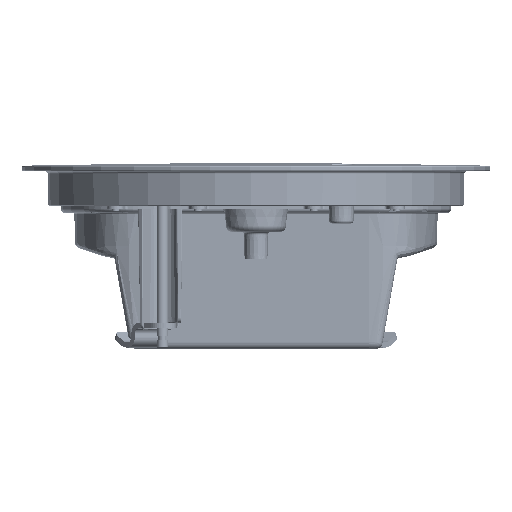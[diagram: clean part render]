
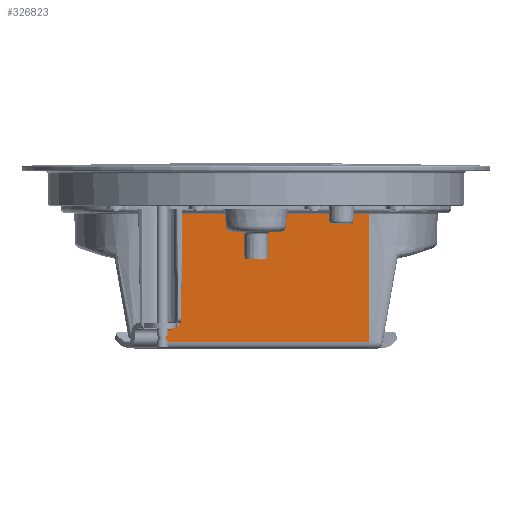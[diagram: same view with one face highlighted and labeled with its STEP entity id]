
A CAD part, front view. The second image highlights one B-rep face of the part: STEP entity #326823.
In plain terms, the highlighted planar face has unit normal (0, -1, -0.018).
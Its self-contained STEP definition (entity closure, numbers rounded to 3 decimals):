
#326770=AXIS2_PLACEMENT_3D('Plane Axis2P3D',#326767,#326768,#326769) ;
#201860=CARTESIAN_POINT('Vertex',(-40.966,-40.644,-62.144)) ;
#202281=CARTESIAN_POINT('Vertex',(40.966,-40.644,-62.144)) ;
#202318=CARTESIAN_POINT('Line Origine',(0.,-40.644,-62.144)) ;
#314095=CARTESIAN_POINT('Line Origine',(-40.966,-41.051,-38.85)) ;
#314099=CARTESIAN_POINT('Vertex',(-40.966,-41.457,-15.591)) ;
#314312=CARTESIAN_POINT('Line Origine',(40.966,-41.051,-38.85)) ;
#314316=CARTESIAN_POINT('Vertex',(40.966,-41.457,-15.591)) ;
#317378=CARTESIAN_POINT('Vertex',(-1.283,-41.457,-15.591)) ;
#317403=CARTESIAN_POINT('Vertex',(-1.1,-41.274,-26.06)) ;
#317406=CARTESIAN_POINT('Line Origine',(-0.876,-41.05,-38.867)) ;
#317584=CARTESIAN_POINT('Line Origine',(0.,-41.274,-26.06)) ;
#317588=CARTESIAN_POINT('Vertex',(1.1,-41.274,-26.06)) ;
#317788=CARTESIAN_POINT('Vertex',(1.283,-41.457,-15.591)) ;
#317793=CARTESIAN_POINT('Line Origine',(0.,-41.457,-15.591)) ;
#318283=CARTESIAN_POINT('Line Origine',(0.876,-41.05,-38.867)) ;
#326714=CARTESIAN_POINT('Vertex',(-35.832,-41.457,-15.591)) ;
#326724=CARTESIAN_POINT('Line Origine',(0.,-41.457,-15.591)) ;
#326747=CARTESIAN_POINT('Vertex',(-32.168,-41.457,-15.591)) ;
#326750=CARTESIAN_POINT('Line Origine',(0.,-41.457,-15.591)) ;
#326767=CARTESIAN_POINT('Axis2P3D Location',(0.,-41.5,-13.1)) ;
#326773=CARTESIAN_POINT('Control Point',(-32.453,-40.886,-48.254)) ;
#326774=CARTESIAN_POINT('Control Point',(-32.168,-41.457,-15.591)) ;
#326775=CARTESIAN_POINT('Vertex',(-32.453,-40.886,-48.254)) ;
#326779=CARTESIAN_POINT('Control Point',(-33.753,-40.864,-49.543)) ;
#326780=CARTESIAN_POINT('Control Point',(-33.245,-40.864,-49.543)) ;
#326781=CARTESIAN_POINT('Control Point',(-32.731,-40.869,-49.273)) ;
#326782=CARTESIAN_POINT('Control Point',(-32.457,-40.878,-48.761)) ;
#326783=CARTESIAN_POINT('Control Point',(-32.453,-40.886,-48.254)) ;
#326784=CARTESIAN_POINT('Vertex',(-33.753,-40.864,-49.543)) ;
#326787=CARTESIAN_POINT('Line Origine',(0.,-40.864,-49.543)) ;
#326791=CARTESIAN_POINT('Vertex',(-34.247,-40.864,-49.543)) ;
#326795=CARTESIAN_POINT('Control Point',(-35.547,-40.886,-48.254)) ;
#326796=CARTESIAN_POINT('Control Point',(-35.543,-40.878,-48.761)) ;
#326797=CARTESIAN_POINT('Control Point',(-35.269,-40.869,-49.273)) ;
#326798=CARTESIAN_POINT('Control Point',(-34.755,-40.864,-49.543)) ;
#326799=CARTESIAN_POINT('Control Point',(-34.247,-40.864,-49.543)) ;
#326800=CARTESIAN_POINT('Vertex',(-35.547,-40.886,-48.254)) ;
#326804=CARTESIAN_POINT('Control Point',(-35.547,-40.886,-48.254)) ;
#326805=CARTESIAN_POINT('Control Point',(-35.832,-41.457,-15.591)) ;
#202319=DIRECTION('Vector Direction',(-1.,0.,0.)) ;
#314096=DIRECTION('Vector Direction',(0.,-0.017,1.)) ;
#314313=DIRECTION('Vector Direction',(0.,-0.017,1.)) ;
#317407=DIRECTION('Vector Direction',(-0.017,-0.017,1.)) ;
#317585=DIRECTION('Vector Direction',(-1.,0.,0.)) ;
#317794=DIRECTION('Vector Direction',(-1.,0.,0.)) ;
#318284=DIRECTION('Vector Direction',(0.017,-0.017,1.)) ;
#326725=DIRECTION('Vector Direction',(-1.,0.,0.)) ;
#326751=DIRECTION('Vector Direction',(-1.,0.,0.)) ;
#326768=DIRECTION('Axis2P3D Direction',(0.,-1.,-0.017)) ;
#326769=DIRECTION('Axis2P3D XDirection',(1.,0.,0.)) ;
#326788=DIRECTION('Vector Direction',(1.,0.,0.)) ;
#202320=VECTOR('Line Direction',#202319,1.) ;
#314097=VECTOR('Line Direction',#314096,1.) ;
#314314=VECTOR('Line Direction',#314313,1.) ;
#317408=VECTOR('Line Direction',#317407,1.) ;
#317586=VECTOR('Line Direction',#317585,1.) ;
#317795=VECTOR('Line Direction',#317794,1.) ;
#318285=VECTOR('Line Direction',#318284,1.) ;
#326726=VECTOR('Line Direction',#326725,1.) ;
#326752=VECTOR('Line Direction',#326751,1.) ;
#326789=VECTOR('Line Direction',#326788,1.) ;
#326808=ORIENTED_EDGE('',*,*,#326728,.F.) ;
#326809=ORIENTED_EDGE('',*,*,#314101,.T.) ;
#326810=ORIENTED_EDGE('',*,*,#202322,.F.) ;
#326811=ORIENTED_EDGE('',*,*,#314318,.F.) ;
#326812=ORIENTED_EDGE('',*,*,#317797,.T.) ;
#326813=ORIENTED_EDGE('',*,*,#318287,.F.) ;
#326814=ORIENTED_EDGE('',*,*,#317590,.T.) ;
#326815=ORIENTED_EDGE('',*,*,#317410,.F.) ;
#326816=ORIENTED_EDGE('',*,*,#326754,.F.) ;
#326817=ORIENTED_EDGE('',*,*,#326777,.T.) ;
#326818=ORIENTED_EDGE('',*,*,#326786,.T.) ;
#326819=ORIENTED_EDGE('',*,*,#326793,.T.) ;
#326820=ORIENTED_EDGE('',*,*,#326802,.T.) ;
#326821=ORIENTED_EDGE('',*,*,#326806,.T.) ;
#326823=ADVANCED_FACE('Cable box\\FOND',(#326822),#326771,.T.) ;
#326772=B_SPLINE_CURVE_WITH_KNOTS('',1,(#326773,#326774),.UNSPECIFIED.,.F.,.U.,(2,2),(-9.388,23.281),.UNSPECIFIED.) ;
#326778=B_SPLINE_CURVE_WITH_KNOTS('',4,(#326779,#326780,#326781,#326782,#326783),.UNSPECIFIED.,.F.,.U.,(5,5),(3.15,5.234),.UNSPECIFIED.) ;
#326794=B_SPLINE_CURVE_WITH_KNOTS('',4,(#326795,#326796,#326797,#326798,#326799),.UNSPECIFIED.,.F.,.U.,(5,5),(3.15,5.234),.UNSPECIFIED.) ;
#326803=B_SPLINE_CURVE_WITH_KNOTS('',1,(#326804,#326805),.UNSPECIFIED.,.F.,.U.,(2,2),(-9.388,23.281),.UNSPECIFIED.) ;
#202322=EDGE_CURVE('',#202282,#201861,#202321,.T.) ;
#314101=EDGE_CURVE('',#314100,#201861,#314098,.F.) ;
#314318=EDGE_CURVE('',#314317,#202282,#314315,.F.) ;
#317410=EDGE_CURVE('',#317379,#317404,#317409,.F.) ;
#317590=EDGE_CURVE('',#317589,#317404,#317587,.T.) ;
#317797=EDGE_CURVE('',#314317,#317789,#317796,.T.) ;
#318287=EDGE_CURVE('',#317589,#317789,#318286,.T.) ;
#326728=EDGE_CURVE('',#314100,#326715,#326727,.F.) ;
#326754=EDGE_CURVE('',#326748,#317379,#326753,.F.) ;
#326777=EDGE_CURVE('',#326748,#326776,#326772,.F.) ;
#326786=EDGE_CURVE('',#326776,#326785,#326778,.F.) ;
#326793=EDGE_CURVE('',#326785,#326792,#326790,.F.) ;
#326802=EDGE_CURVE('',#326792,#326801,#326794,.F.) ;
#326806=EDGE_CURVE('',#326801,#326715,#326803,.T.) ;
#326807=EDGE_LOOP('',(#326808,#326809,#326810,#326811,#326812,#326813,#326814,#326815,#326816,#326817,#326818,#326819,#326820,#326821)) ;
#326822=FACE_OUTER_BOUND('',#326807,.T.) ;
#202321=LINE('Line',#202318,#202320) ;
#314098=LINE('Line',#314095,#314097) ;
#314315=LINE('Line',#314312,#314314) ;
#317409=LINE('Line',#317406,#317408) ;
#317587=LINE('Line',#317584,#317586) ;
#317796=LINE('Line',#317793,#317795) ;
#318286=LINE('Line',#318283,#318285) ;
#326727=LINE('Line',#326724,#326726) ;
#326753=LINE('Line',#326750,#326752) ;
#326790=LINE('Line',#326787,#326789) ;
#326771=PLANE('',#326770) ;
#201861=VERTEX_POINT('',#201860) ;
#202282=VERTEX_POINT('',#202281) ;
#314100=VERTEX_POINT('',#314099) ;
#314317=VERTEX_POINT('',#314316) ;
#317379=VERTEX_POINT('',#317378) ;
#317404=VERTEX_POINT('',#317403) ;
#317589=VERTEX_POINT('',#317588) ;
#317789=VERTEX_POINT('',#317788) ;
#326715=VERTEX_POINT('',#326714) ;
#326748=VERTEX_POINT('',#326747) ;
#326776=VERTEX_POINT('',#326775) ;
#326785=VERTEX_POINT('',#326784) ;
#326792=VERTEX_POINT('',#326791) ;
#326801=VERTEX_POINT('',#326800) ;
